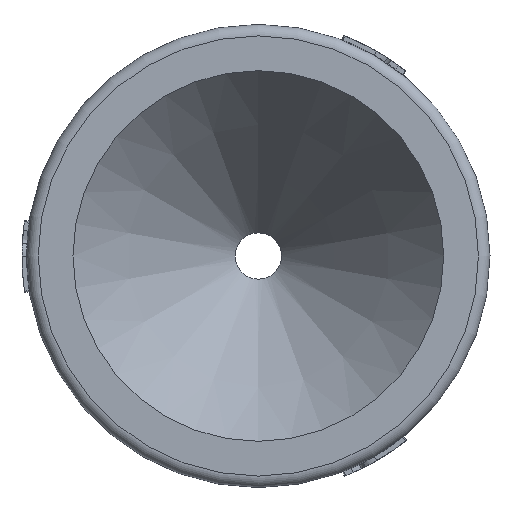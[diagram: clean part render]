
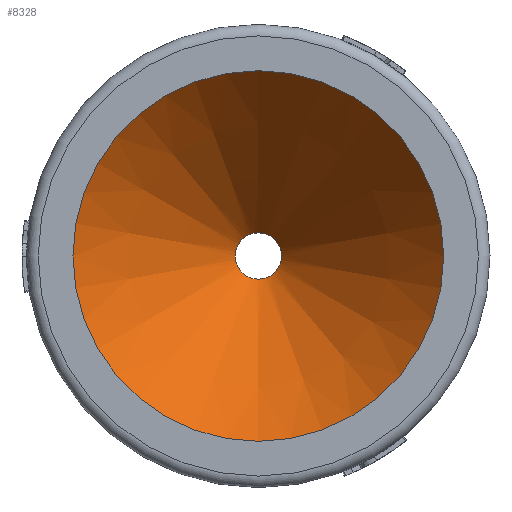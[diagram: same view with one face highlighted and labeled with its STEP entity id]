
A CAD part, left-side view. The second image highlights one B-rep face of the part: STEP entity #8328.
In plain terms, the highlighted conical face has half-angle 37.875 degrees and reference radius 4.5 mm.
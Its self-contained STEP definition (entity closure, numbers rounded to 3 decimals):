
#16=CONICAL_SURFACE('',#8624,4.5,0.661);
#1607=LINE('',#19208,#2186);
#2186=VECTOR('',#9768,4.5);
#2649=FACE_OUTER_BOUND('',#3117,.T.);
#3117=EDGE_LOOP('',(#7873,#7874,#7875,#7876));
#3182=CIRCLE('',#8411,8.);
#3240=CIRCLE('',#8625,1.);
#3663=VERTEX_POINT('',#11746);
#4083=VERTEX_POINT('',#19207);
#4509=EDGE_CURVE('',#3663,#3663,#3182,.T.);
#5347=EDGE_CURVE('',#3663,#4083,#1607,.T.);
#5348=EDGE_CURVE('',#4083,#4083,#3240,.T.);
#7873=ORIENTED_EDGE('',*,*,#4509,.T.);
#7874=ORIENTED_EDGE('',*,*,#5347,.T.);
#7875=ORIENTED_EDGE('',*,*,#5348,.F.);
#7876=ORIENTED_EDGE('',*,*,#5347,.F.);
#8328=ADVANCED_FACE('',(#2649),#16,.F.);
#8411=AXIS2_PLACEMENT_3D('',#11747,#8843,#8844);
#8624=AXIS2_PLACEMENT_3D('',#19206,#9766,#9767);
#8625=AXIS2_PLACEMENT_3D('',#19209,#9769,#9770);
#8843=DIRECTION('center_axis',(-1.,0.,0.));
#8844=DIRECTION('ref_axis',(0.,0.,1.));
#9766=DIRECTION('center_axis',(-1.,0.,0.));
#9767=DIRECTION('ref_axis',(0.,0.,1.));
#9768=DIRECTION('',(0.789,0.,0.614));
#9769=DIRECTION('center_axis',(-1.,0.,0.));
#9770=DIRECTION('ref_axis',(0.,0.,1.));
#11746=CARTESIAN_POINT('',(-22.5,0.,-8.));
#11747=CARTESIAN_POINT('Origin',(-22.5,0.,0.));
#19206=CARTESIAN_POINT('Origin',(-18.,0.,0.));
#19207=CARTESIAN_POINT('',(-13.5,0.,-1.));
#19208=CARTESIAN_POINT('',(-18.,0.,-4.5));
#19209=CARTESIAN_POINT('Origin',(-13.5,0.,0.));
